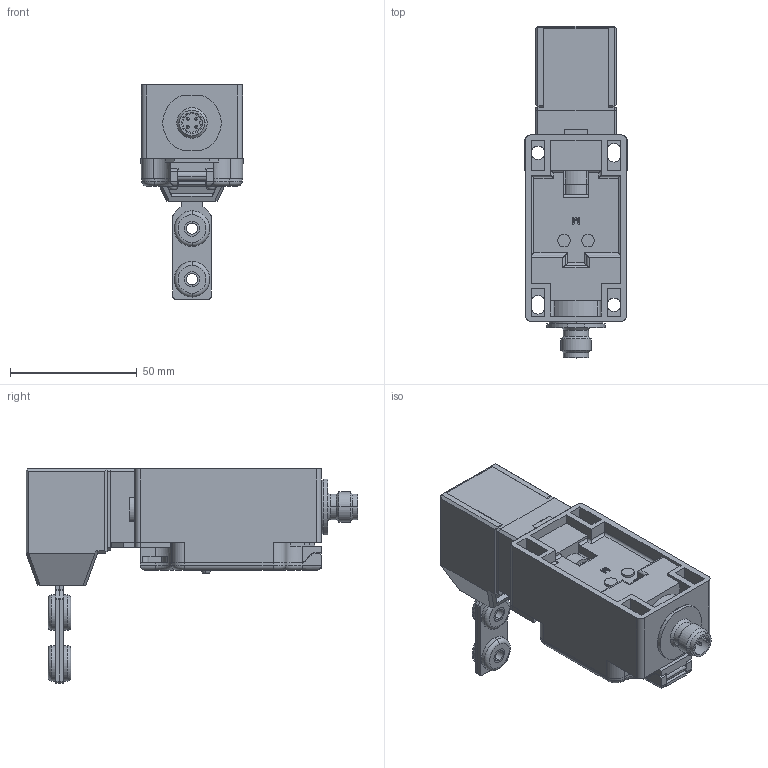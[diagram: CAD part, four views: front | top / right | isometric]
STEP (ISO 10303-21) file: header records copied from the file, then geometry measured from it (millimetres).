
FILE_DESCRIPTION((''),'2;1');
FILE_NAME('6073504025_SW0001','2010-07-08T',('T.Romberg'),(''),'PRO/ENGINEER BY PARAMETRIC TECHNOLOGY CORPORATION, 2005070','PRO/ENGINEER BY PARAMETRIC TECHNOLOGY CORPORATION, 2005070','');
FILE_SCHEMA(('AUTOMOTIVE_DESIGN_CC2 { 1 2 10303 214 -1 1 5 2 }'));
Length unit declared in the file: millimetre
Products named in the file (1): 6073504025_SW0001
Bounding box: 40.4 x 131 x 84.51 mm (x, y, z)
Surface area: 65598.5 mm2 (no closed solid volume)
Topology: 0 solids, 36 shells, 1236 faces, 3663 edges, 2449 vertices
Faces by surface type: plane 682, cylinder 393, cone 71, torus 56, bspline 20, sphere 12, revolution 2
Entity records: 62822 total; most frequent: CARTESIAN_POINT 9087, DIRECTION 7015, ORIENTED_EDGE 6688, PRESENTATION_STYLE_ASSIGNMENT 4906, STYLED_ITEM 3670, CURVE_STYLE 3647, EDGE_CURVE 3645, VERTEX_POINT 2449
